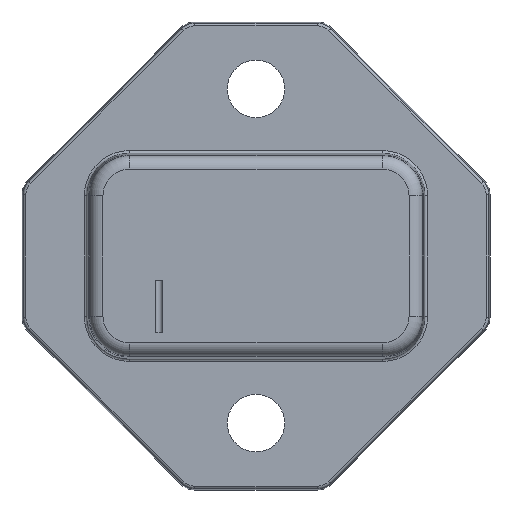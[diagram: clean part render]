
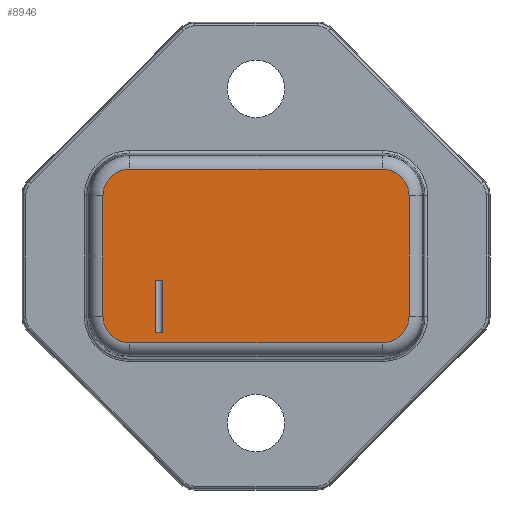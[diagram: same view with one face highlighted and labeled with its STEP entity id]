
A CAD part, front view. The second image highlights one B-rep face of the part: STEP entity #8946.
In plain terms, the highlighted planar face has unit normal (0, -1, 0).
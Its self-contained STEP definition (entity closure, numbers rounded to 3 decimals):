
#2404=DIRECTION('',(0.,0.,-1.));
#2405=VECTOR('',#2404,8.992);
#2406=CARTESIAN_POINT('',(-11.446,-15.25,
4.496));
#2407=LINE('',#2406,#2405);
#2412=CARTESIAN_POINT('',(9.446,-15.25,4.496));
#2413=DIRECTION('',(0.,1.,0.));
#2414=DIRECTION('',(0.,0.,1.));
#2415=AXIS2_PLACEMENT_3D('',#2412,#2413,#2414);
#2417=CARTESIAN_POINT('',(9.446,-15.25,
-4.496));
#2418=DIRECTION('',(0.,1.,0.));
#2419=DIRECTION('',(1.,0.,0.));
#2420=AXIS2_PLACEMENT_3D('',#2417,#2418,#2419);
#2422=CARTESIAN_POINT('',(-9.446,-15.25,
-4.496));
#2423=DIRECTION('',(0.,1.,0.));
#2424=DIRECTION('',(0.,0.,-1.));
#2425=AXIS2_PLACEMENT_3D('',#2422,#2423,#2424);
#2427=CARTESIAN_POINT('',(-9.446,-15.25,
4.496));
#2428=DIRECTION('',(0.,1.,0.));
#2429=DIRECTION('',(-1.,0.,0.));
#2430=AXIS2_PLACEMENT_3D('',#2427,#2428,#2429);
#2432=DIRECTION('',(-1.,0.,0.));
#2433=VECTOR('',#2432,0.5);
#2434=CARTESIAN_POINT('',(-7.,-15.25,-1.8));
#2435=LINE('',#2434,#2433);
#2436=DIRECTION('',(-1.,0.,0.));
#2437=VECTOR('',#2436,18.892);
#2438=CARTESIAN_POINT('',(9.446,-15.25,6.496));
#2439=LINE('',#2438,#2437);
#2500=DIRECTION('',(0.,0.,1.));
#2501=VECTOR('',#2500,8.992);
#2502=CARTESIAN_POINT('',(11.446,-15.25,
-4.496));
#2503=LINE('',#2502,#2501);
#2546=DIRECTION('',(1.,0.,0.));
#2547=VECTOR('',#2546,18.892);
#2548=CARTESIAN_POINT('',(-9.446,-15.25,
-6.496));
#2549=LINE('',#2548,#2547);
#2564=DIRECTION('',(0.,0.,-1.));
#2565=VECTOR('',#2564,3.9);
#2566=CARTESIAN_POINT('',(-7.,-15.25,-1.8));
#2567=LINE('',#2566,#2565);
#2568=DIRECTION('',(0.,0.,1.));
#2569=VECTOR('',#2568,3.9);
#2570=CARTESIAN_POINT('',(-7.5,-15.25,-5.7));
#2571=LINE('',#2570,#2569);
#2582=DIRECTION('',(-1.,0.,0.));
#2583=VECTOR('',#2582,0.5);
#2584=CARTESIAN_POINT('',(-7.,-15.25,-5.7));
#2585=LINE('',#2584,#2583);
#4358=CARTESIAN_POINT('',(9.446,-15.25,6.496));
#4359=CARTESIAN_POINT('',(-9.446,-15.25,
6.496));
#4360=VERTEX_POINT('',#4358);
#4361=VERTEX_POINT('',#4359);
#4362=CARTESIAN_POINT('',(11.446,-15.25,4.496));
#4363=VERTEX_POINT('',#4362);
#4364=CARTESIAN_POINT('',(11.446,-15.25,
-4.496));
#4365=VERTEX_POINT('',#4364);
#4366=CARTESIAN_POINT('',(9.446,-15.25,
-6.496));
#4367=VERTEX_POINT('',#4366);
#4368=CARTESIAN_POINT('',(-9.446,-15.25,
-6.496));
#4369=VERTEX_POINT('',#4368);
#4370=CARTESIAN_POINT('',(-11.446,-15.25,
-4.496));
#4371=VERTEX_POINT('',#4370);
#4372=CARTESIAN_POINT('',(-11.446,-15.25,
4.496));
#4373=VERTEX_POINT('',#4372);
#4374=CARTESIAN_POINT('',(-7.,-15.25,-1.8));
#4375=CARTESIAN_POINT('',(-7.5,-15.25,-1.8));
#4376=VERTEX_POINT('',#4374);
#4377=VERTEX_POINT('',#4375);
#4378=CARTESIAN_POINT('',(-7.5,-15.25,-5.7));
#4379=VERTEX_POINT('',#4378);
#4380=CARTESIAN_POINT('',(-7.,-15.25,-5.7));
#4381=VERTEX_POINT('',#4380);
#8915=CARTESIAN_POINT('',(-12.5,-15.25,-7.55));
#8916=DIRECTION('',(0.,-1.,0.));
#8917=DIRECTION('',(1.,0.,0.));
#8918=AXIS2_PLACEMENT_3D('',#8915,#8916,#8917);
#8919=PLANE('',#8918);
#8921=ORIENTED_EDGE('',*,*,#8920,.F.);
#8923=ORIENTED_EDGE('',*,*,#8922,.T.);
#8925=ORIENTED_EDGE('',*,*,#8924,.F.);
#8927=ORIENTED_EDGE('',*,*,#8926,.T.);
#8929=ORIENTED_EDGE('',*,*,#8928,.F.);
#8930=ORIENTED_EDGE('',*,*,#8880,.T.);
#8931=ORIENTED_EDGE('',*,*,#8899,.F.);
#8933=ORIENTED_EDGE('',*,*,#8932,.T.);
#8934=EDGE_LOOP('',(#8921,#8923,#8925,#8927,#8929,#8930,#8931,#8933));
#8935=FACE_OUTER_BOUND('',#8934,.F.);
#8937=ORIENTED_EDGE('',*,*,#8936,.T.);
#8939=ORIENTED_EDGE('',*,*,#8938,.F.);
#8941=ORIENTED_EDGE('',*,*,#8940,.F.);
#8943=ORIENTED_EDGE('',*,*,#8942,.F.);
#8944=EDGE_LOOP('',(#8937,#8939,#8941,#8943));
#8945=FACE_BOUND('',#8944,.F.);
#8946=ADVANCED_FACE('',(#8935,#8945),#8919,.T.);
#2416=CIRCLE('',#2415,2.);
#2421=CIRCLE('',#2420,2.);
#2426=CIRCLE('',#2425,2.);
#2431=CIRCLE('',#2430,2.);
#8880=EDGE_CURVE('',#4369,#4371,#2426,.T.);
#8899=EDGE_CURVE('',#4373,#4371,#2407,.T.);
#8920=EDGE_CURVE('',#4360,#4361,#2439,.T.);
#8922=EDGE_CURVE('',#4360,#4363,#2416,.T.);
#8924=EDGE_CURVE('',#4365,#4363,#2503,.T.);
#8926=EDGE_CURVE('',#4365,#4367,#2421,.T.);
#8928=EDGE_CURVE('',#4369,#4367,#2549,.T.);
#8932=EDGE_CURVE('',#4373,#4361,#2431,.T.);
#8936=EDGE_CURVE('',#4376,#4377,#2435,.T.);
#8938=EDGE_CURVE('',#4379,#4377,#2571,.T.);
#8940=EDGE_CURVE('',#4381,#4379,#2585,.T.);
#8942=EDGE_CURVE('',#4376,#4381,#2567,.T.);
